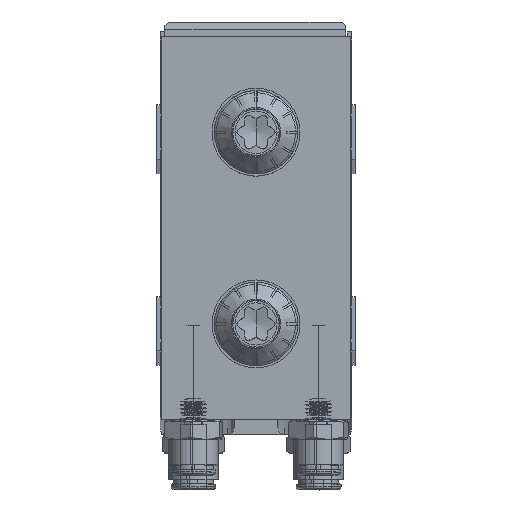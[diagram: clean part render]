
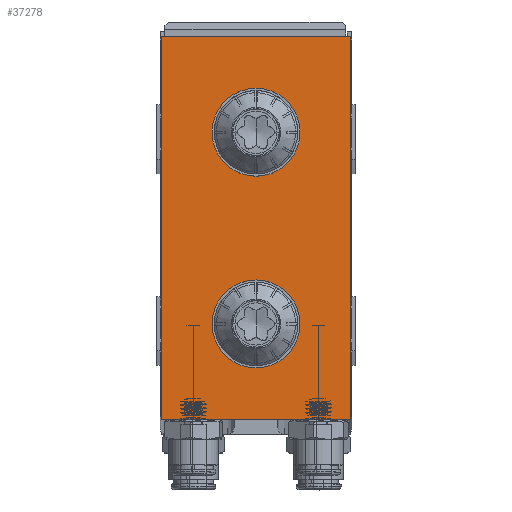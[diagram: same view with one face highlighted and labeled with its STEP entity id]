
A CAD part, top view. The second image highlights one B-rep face of the part: STEP entity #37278.
In plain terms, the highlighted planar face has unit normal (0, 0, 1).
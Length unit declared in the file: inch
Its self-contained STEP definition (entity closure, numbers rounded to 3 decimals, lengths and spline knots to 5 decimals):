
#108 = AXIS2_PLACEMENT_3D ( 'NONE', #18529, #71840, #18144 ) ;
#326 = DIRECTION ( 'NONE',  ( 1., 0., 0. ) ) ;
#3025 = AXIS2_PLACEMENT_3D ( 'NONE', #64147, #47657, #11561 ) ;
#4896 = ORIENTED_EDGE ( 'NONE', *, *, #51129, .F. ) ;
#5781 = CARTESIAN_POINT ( 'NONE',  ( 22.54262, 29.3604, 82.51955 ) ) ;
#8761 = EDGE_LOOP ( 'NONE', ( #4896, #66575 ) ) ;
#9270 = ORIENTED_EDGE ( 'NONE', *, *, #10265, .T. ) ;
#9663 = ORIENTED_EDGE ( 'NONE', *, *, #73469, .T. ) ;
#10265 = EDGE_CURVE ( 'NONE', #73996, #30650, #44812, .T. ) ;
#10879 = VERTEX_POINT ( 'NONE', #12351 ) ;
#11056 = VECTOR ( 'NONE', #16035, 39.37008 ) ;
#11561 = DIRECTION ( 'NONE',  ( 1., 0., 0. ) ) ;
#12351 = CARTESIAN_POINT ( 'NONE',  ( 22.54262, 31.1314, 82.51955 ) ) ;
#14882 = CARTESIAN_POINT ( 'NONE',  ( 22.07387, 32.0174, 82.51955 ) ) ;
#15333 = CIRCLE ( 'NONE', #3025, 0.40625 ) ;
#15939 = DIRECTION ( 'NONE',  ( 1., 0., 0. ) ) ;
#15964 = CARTESIAN_POINT ( 'NONE',  ( 22.94887, 30.2459, 82.51955 ) ) ;
#16035 = DIRECTION ( 'NONE',  ( -1., 0., 0. ) ) ;
#16747 = VECTOR ( 'NONE', #29295, 39.37008 ) ;
#17744 = LINE ( 'NONE', #23132, #16747 ) ;
#18144 = DIRECTION ( 'NONE',  ( 1., 0., 0. ) ) ;
#18509 = CARTESIAN_POINT ( 'NONE',  ( 23.82387, 32.0174, 82.51955 ) ) ;
#18529 = CARTESIAN_POINT ( 'NONE',  ( 22.94887, 31.1314, 82.51955 ) ) ;
#20598 = CARTESIAN_POINT ( 'NONE',  ( 23.82387, 28.4744, 82.51955 ) ) ;
#21331 = CARTESIAN_POINT ( 'NONE',  ( 22.94887, 31.1314, 82.51955 ) ) ;
#22402 = EDGE_CURVE ( 'NONE', #38828, #33034, #15333, .T. ) ;
#23132 = CARTESIAN_POINT ( 'NONE',  ( 22.07387, 32.0174, 82.51955 ) ) ;
#23608 = EDGE_CURVE ( 'NONE', #30650, #29302, #17744, .T. ) ;
#24189 = VECTOR ( 'NONE', #64536, 39.37008 ) ;
#24403 = CARTESIAN_POINT ( 'NONE',  ( 23.35512, 29.3604, 82.51955 ) ) ;
#24889 = EDGE_LOOP ( 'NONE', ( #63370, #29233 ) ) ;
#26908 = CIRCLE ( 'NONE', #68476, 0.40625 ) ;
#27084 = AXIS2_PLACEMENT_3D ( 'NONE', #21331, #27524, #39408 ) ;
#27454 = ORIENTED_EDGE ( 'NONE', *, *, #38132, .T. ) ;
#27524 = DIRECTION ( 'NONE',  ( 0., 0., 1. ) ) ;
#29233 = ORIENTED_EDGE ( 'NONE', *, *, #38403, .F. ) ;
#29295 = DIRECTION ( 'NONE',  ( 0., -1., 0. ) ) ;
#29302 = VERTEX_POINT ( 'NONE', #32885 ) ;
#30650 = VERTEX_POINT ( 'NONE', #60003 ) ;
#31340 = CARTESIAN_POINT ( 'NONE',  ( 23.35512, 31.1314, 82.51955 ) ) ;
#31936 = VERTEX_POINT ( 'NONE', #20598 ) ;
#32506 = FACE_BOUND ( 'NONE', #8761, .T. ) ;
#32885 = CARTESIAN_POINT ( 'NONE',  ( 22.07387, 28.4744, 82.51955 ) ) ;
#33034 = VERTEX_POINT ( 'NONE', #5781 ) ;
#33241 = CARTESIAN_POINT ( 'NONE',  ( 22.07387, 28.4744, 82.51955 ) ) ;
#35309 = DIRECTION ( 'NONE',  ( 0., 0., 1. ) ) ;
#37278 = ADVANCED_FACE ( 'NONE', ( #32506, #54702, #48993 ), #66619, .T. ) ;
#38132 = EDGE_CURVE ( 'NONE', #31936, #73996, #41154, .T. ) ;
#38403 = EDGE_CURVE ( 'NONE', #33034, #38828, #26908, .T. ) ;
#38828 = VERTEX_POINT ( 'NONE', #24403 ) ;
#39004 = LINE ( 'NONE', #33241, #56860 ) ;
#39408 = DIRECTION ( 'NONE',  ( 1., 0., 0. ) ) ;
#40069 = ORIENTED_EDGE ( 'NONE', *, *, #23608, .T. ) ;
#41154 = LINE ( 'NONE', #18509, #24189 ) ;
#41778 = CIRCLE ( 'NONE', #27084, 0.40625 ) ;
#44692 = EDGE_LOOP ( 'NONE', ( #40069, #9663, #27454, #9270 ) ) ;
#44812 = LINE ( 'NONE', #14882, #11056 ) ;
#47657 = DIRECTION ( 'NONE',  ( 0., 0., 1. ) ) ;
#48993 = FACE_OUTER_BOUND ( 'NONE', #44692, .T. ) ;
#50122 = DIRECTION ( 'NONE',  ( 1., 0., 0. ) ) ;
#51129 = EDGE_CURVE ( 'NONE', #56975, #10879, #41778, .T. ) ;
#54625 = AXIS2_PLACEMENT_3D ( 'NONE', #15964, #56604, #50122 ) ;
#54702 = FACE_BOUND ( 'NONE', #24889, .T. ) ;
#56604 = DIRECTION ( 'NONE',  ( 0., 0., 1. ) ) ;
#56860 = VECTOR ( 'NONE', #15939, 39.37008 ) ;
#56975 = VERTEX_POINT ( 'NONE', #31340 ) ;
#57913 = CARTESIAN_POINT ( 'NONE',  ( 22.94887, 29.3604, 82.51955 ) ) ;
#60003 = CARTESIAN_POINT ( 'NONE',  ( 22.07387, 32.0174, 82.51955 ) ) ;
#63370 = ORIENTED_EDGE ( 'NONE', *, *, #22402, .F. ) ;
#64147 = CARTESIAN_POINT ( 'NONE',  ( 22.94887, 29.3604, 82.51955 ) ) ;
#64536 = DIRECTION ( 'NONE',  ( 0., 1., 0. ) ) ;
#65969 = CARTESIAN_POINT ( 'NONE',  ( 23.82387, 32.0174, 82.51955 ) ) ;
#66575 = ORIENTED_EDGE ( 'NONE', *, *, #69295, .F. ) ;
#66619 = PLANE ( 'NONE',  #54625 ) ;
#67593 = CIRCLE ( 'NONE', #108, 0.40625 ) ;
#68476 = AXIS2_PLACEMENT_3D ( 'NONE', #57913, #35309, #326 ) ;
#69295 = EDGE_CURVE ( 'NONE', #10879, #56975, #67593, .T. ) ;
#71840 = DIRECTION ( 'NONE',  ( 0., 0., 1. ) ) ;
#73469 = EDGE_CURVE ( 'NONE', #29302, #31936, #39004, .T. ) ;
#73996 = VERTEX_POINT ( 'NONE', #65969 ) ;
